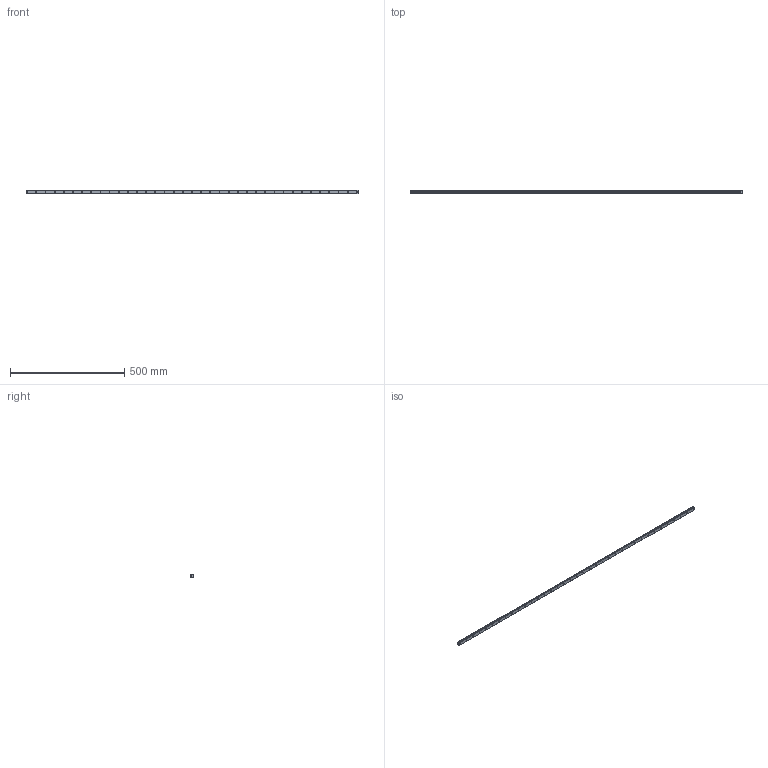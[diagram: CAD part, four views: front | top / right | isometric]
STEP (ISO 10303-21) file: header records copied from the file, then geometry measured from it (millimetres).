
FILE_DESCRIPTION (( 'STEP AP214' ), '1' );
FILE_NAME ('SRS15MSS-1450LM_G5_0_0_0_0_0_1.STEP', '2021-08-11T11:48:29', ( '' ), ( '' ), 'SwSTEP 2.0', 'SolidWorks 2021', '' );
FILE_SCHEMA (( 'AUTOMOTIVE_DESIGN' ));
Length unit declared in the file: millimetre
Products named in the file (2): SRS15MSS-1450LM_G5_0_0_0_0_0_1; _SRS15M14505 Track
Assembly tree (1 placements, depth 2):
  SRS15MSS-1450LM_G5_0_0_0_0_0_1
    _SRS15M14505 Track
Bounding box: 1450 x 9.5 x 15 mm (x, y, z)
Volume: 175595.9 mm3; surface area: 74457.5 mm2
Topology: 1 solids, 1 shells, 208 faces, 507 edges, 338 vertices
Faces by surface type: cylinder 155, plane 53
Entity records: 6495 total; most frequent: DIRECTION 1241, CARTESIAN_POINT 1057, ORIENTED_EDGE 1014, AXIS2_PLACEMENT_3D 522, EDGE_CURVE 507, VERTEX_POINT 338, EDGE_LOOP 319, CIRCLE 310
